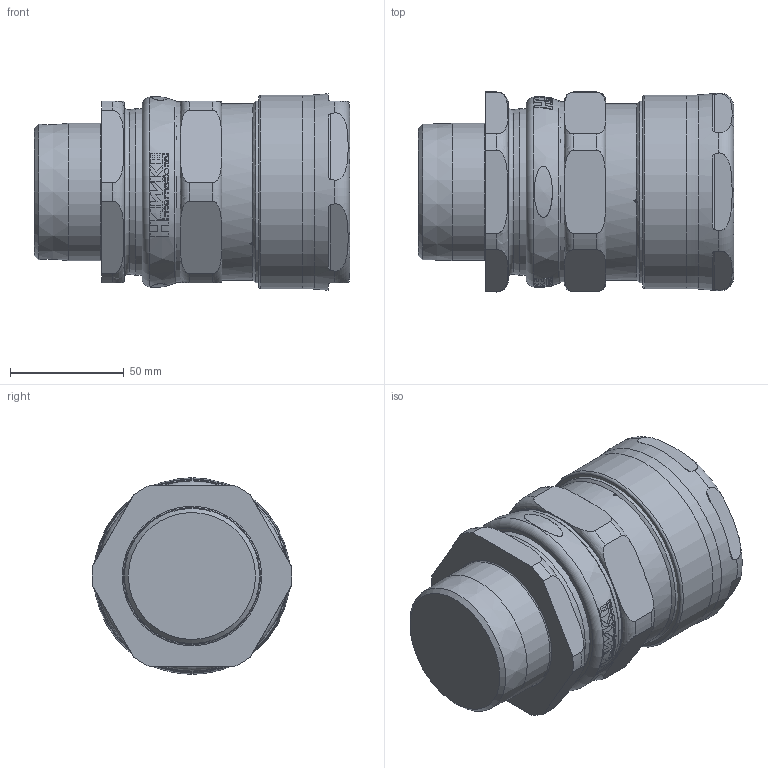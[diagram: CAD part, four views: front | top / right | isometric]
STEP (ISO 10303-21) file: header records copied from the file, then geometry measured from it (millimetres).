
FILE_DESCRIPTION(/* description */ (''),/* implementation_level */ '2;1');
FILE_NAME(/* name */ '153_UNIV_X E_2_NPT.stp',/* time_stamp */ '2021-02-15T10:05:01+06:00',/* author */ ('vinaykumark'),/* organization */ (''),/* preprocessor_version */ 'ST-DEVELOPER v18',/* originating_system */ 'Autodesk Inventor 2020',/* authorisation */ '');
FILE_SCHEMA (('AUTOMOTIVE_DESIGN { 1 0 10303 214 3 1 1 }'));
Products named in the file (1): 153_UNIV_X E_2_NPT
Bounding box: 138.65 x 87.98 x 86.45 mm (x, y, z)
Surface area: 182070.6 mm2
Topology: 11 solids, 11 shells, 1322 faces, 3646 edges, 2399 vertices
Faces by surface type: plane 498, bspline 240, cylinder 221, cone 215, torus 148
Full cylindrical faces by diameter (mm): 40.5 x1, 57.6 x1, 60.3 x2, 60.33 x1, 65.3 x1, 67 x1, 71 x1, 71.6 x1, 72 x1, 72.3 x1, 72.32 x1, 73 x3, 73.32 x2, 76.2 x1, 77.7 x1, 79.2 x1, 80 x2, 85 x1
Entity records: 51242 total; most frequent: CARTESIAN_POINT 19386, ORIENTED_EDGE 7292, DIRECTION 5435, EDGE_CURVE 3646, VERTEX_POINT 2399, AXIS2_PLACEMENT_3D 2177, EDGE_LOOP 1379, FACE_OUTER_BOUND 1322
